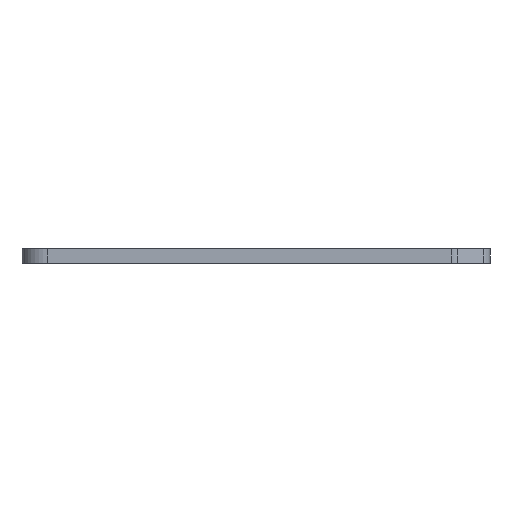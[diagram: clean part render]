
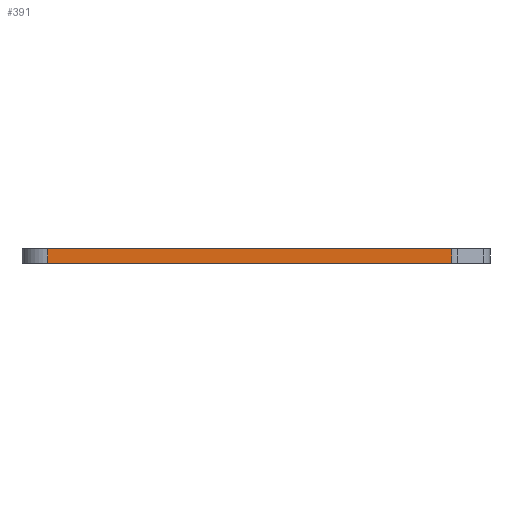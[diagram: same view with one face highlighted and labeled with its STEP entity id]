
A CAD part, front view. The second image highlights one B-rep face of the part: STEP entity #391.
In plain terms, the highlighted planar face has unit normal (0, -1, 0).
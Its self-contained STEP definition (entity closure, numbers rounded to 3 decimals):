
#333=CARTESIAN_POINT('',(66.56,-29.2,7.35));
#334=VERTEX_POINT('',#333);
#342=CARTESIAN_POINT('',(66.56,-29.2,5.15));
#343=VERTEX_POINT('',#342);
#344=CARTESIAN_POINT('',(66.56,-29.2,7.35));
#345=DIRECTION('',(0.,0.,-1.));
#346=VECTOR('',#345,2.2);
#347=LINE('',#344,#346);
#348=EDGE_CURVE('',#334,#343,#347,.T.);
#361=CARTESIAN_POINT('',(35.28,-29.2,6.25));
#362=DIRECTION('',(0.,0.,-1.));
#363=DIRECTION('',(0.,-1.,0.));
#364=AXIS2_PLACEMENT_3D('',#361,#363,#362);
#365=PLANE('',#364);
#366=CARTESIAN_POINT('',(4.,-29.2,7.35));
#367=VERTEX_POINT('',#366);
#368=CARTESIAN_POINT('',(66.56,-29.2,7.35));
#369=DIRECTION('',(-1.,0.,0.));
#370=VECTOR('',#369,62.56);
#371=LINE('',#368,#370);
#372=EDGE_CURVE('',#334,#367,#371,.T.);
#373=ORIENTED_EDGE('E32',*,*,#372,.T.);
#374=CARTESIAN_POINT('',(4.,-29.2,5.15));
#375=VERTEX_POINT('',#374);
#376=CARTESIAN_POINT('',(4.,-29.2,7.35));
#377=DIRECTION('',(0.,0.,-1.));
#378=VECTOR('',#377,2.2);
#379=LINE('',#376,#378);
#380=EDGE_CURVE('',#367,#375,#379,.T.);
#381=ORIENTED_EDGE('E33',*,*,#380,.T.);
#382=CARTESIAN_POINT('',(4.,-29.2,5.15));
#383=DIRECTION('',(1.,0.,0.));
#384=VECTOR('',#383,62.56);
#385=LINE('',#382,#384);
#386=EDGE_CURVE('',#375,#343,#385,.T.);
#387=ORIENTED_EDGE('E34',*,*,#386,.T.);
#388=ORIENTED_EDGE('E34',*,*,#348,.F.);
#389=EDGE_LOOP('',(#373,#381,#387,#388));
#390=FACE_OUTER_BOUND('',#389,.T.);
#391=ADVANCED_FACE('F11',(#390),#365,.T.);
